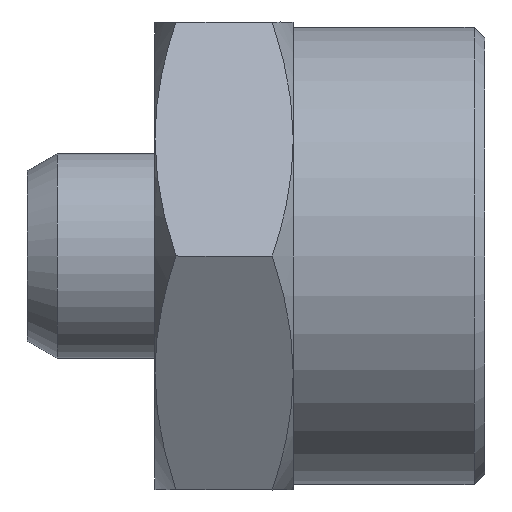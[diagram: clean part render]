
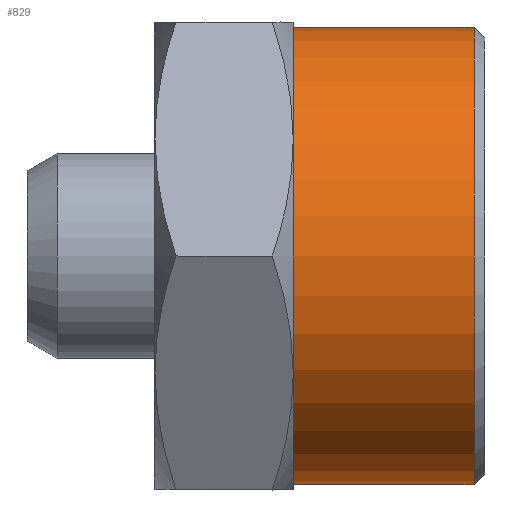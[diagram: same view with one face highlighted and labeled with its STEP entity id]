
A CAD part, left-side view. The second image highlights one B-rep face of the part: STEP entity #829.
In plain terms, the highlighted cylindrical face has radius 10.75 mm (diameter 21.5 mm), a full revolution.
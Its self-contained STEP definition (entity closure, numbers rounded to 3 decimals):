
#11 = AXIS2_PLACEMENT_3D ( 'NONE', #240, #236, #235 ) ;
#12 = AXIS2_PLACEMENT_3D ( 'NONE', #211, #210, #209 ) ;
#48 = AXIS2_PLACEMENT_3D ( 'NONE', #663, #664, #661 ) ;
#209 = DIRECTION ( 'NONE',  ( 0., 0., 1. ) ) ;
#210 = DIRECTION ( 'NONE',  ( 0., 1., 0. ) ) ;
#211 = CARTESIAN_POINT ( 'NONE',  ( 0., 0.5, 0. ) ) ;
#235 = DIRECTION ( 'NONE',  ( 0., 0., -1. ) ) ;
#236 = DIRECTION ( 'NONE',  ( 0., 1., 0. ) ) ;
#240 = CARTESIAN_POINT ( 'NONE',  ( 0., 9., 0. ) ) ;
#318 = VERTEX_POINT ( 'NONE', #657 ) ;
#322 = EDGE_LOOP ( 'NONE', ( #474 ) ) ;
#364 = CYLINDRICAL_SURFACE ( 'NONE', #48, 10.75 ) ;
#371 = FACE_OUTER_BOUND ( 'NONE', #612, .T. ) ;
#373 = FACE_OUTER_BOUND ( 'NONE', #322, .T. ) ;
#396 = CIRCLE ( 'NONE', #12, 10.75 ) ;
#398 = CIRCLE ( 'NONE', #11, 10.75 ) ;
#469 = ORIENTED_EDGE ( 'NONE', *, *, #810, .F. ) ;
#474 = ORIENTED_EDGE ( 'NONE', *, *, #812, .T. ) ;
#591 = VERTEX_POINT ( 'NONE', #655 ) ;
#612 = EDGE_LOOP ( 'NONE', ( #469 ) ) ;
#655 = CARTESIAN_POINT ( 'NONE',  ( 0., 9., -10.75 ) ) ;
#657 = CARTESIAN_POINT ( 'NONE',  ( 0., 0.5, 10.75 ) ) ;
#661 = DIRECTION ( 'NONE',  ( 0., 0., -1. ) ) ;
#663 = CARTESIAN_POINT ( 'NONE',  ( 0., 9., 0. ) ) ;
#664 = DIRECTION ( 'NONE',  ( 0., -1., 0. ) ) ;
#810 = EDGE_CURVE ( 'NONE', #591, #591, #398, .T. ) ;
#812 = EDGE_CURVE ( 'NONE', #318, #318, #396, .T. ) ;
#829 = ADVANCED_FACE ( 'NONE', ( #373, #371 ), #364, .T. ) ;
